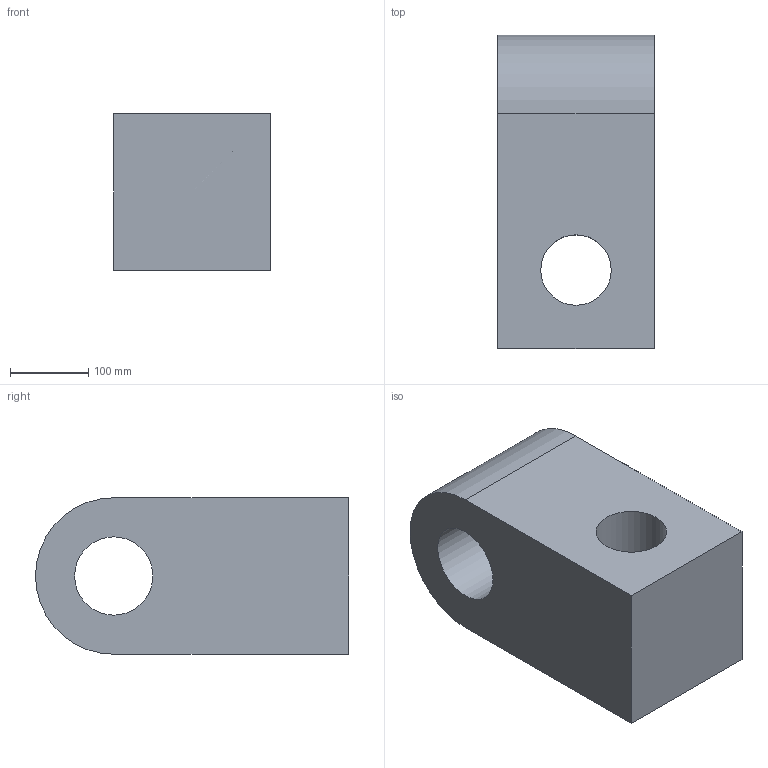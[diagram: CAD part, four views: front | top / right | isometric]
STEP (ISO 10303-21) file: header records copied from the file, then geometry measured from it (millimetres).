
FILE_DESCRIPTION(/* description */ (''),/* implementation_level */ '2;1');
FILE_NAME(/* name */ 'klocek_ipt_fa86c31d.STEP',/* time_stamp */ '2021-11-22T20:20:43+01:00',/* author */ ('nikod'),/* organization */ (''),/* preprocessor_version */ 'ST-DEVELOPER v18.1',/* originating_system */ 'Autodesk Inventor 2021',/* authorisation */ '');
FILE_SCHEMA (('AUTOMOTIVE_DESIGN { 1 0 10303 214 3 1 1 }'));
Length unit declared in the file: millimetre
Products named in the file (1): klocek
Bounding box: 200 x 400 x 200 mm (x, y, z)
Volume: 12298451.3 mm3; surface area: 465196.9 mm2
Topology: 1 solids, 1 shells, 8 faces, 21 edges, 15 vertices
Faces by surface type: plane 5, cylinder 3
Full cylindrical faces by diameter (mm): 90 x1, 100 x1
Entity records: 307 total; most frequent: DIRECTION 48, CARTESIAN_POINT 45, ORIENTED_EDGE 42, EDGE_CURVE 21, AXIS2_PLACEMENT_3D 18, VERTEX_POINT 15, EDGE_LOOP 12, LINE 12
